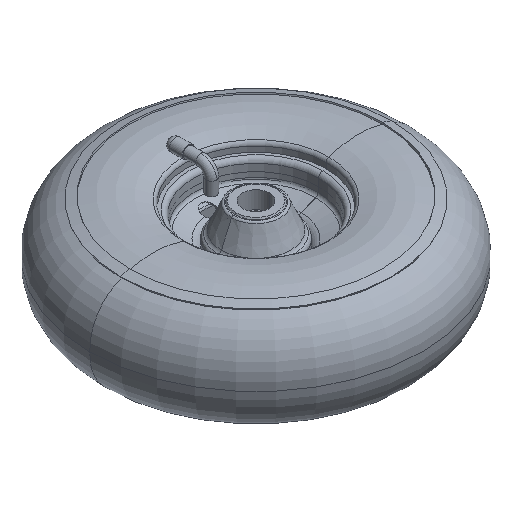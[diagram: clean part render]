
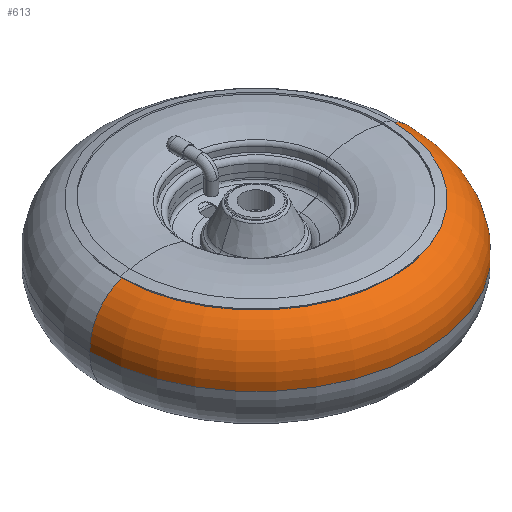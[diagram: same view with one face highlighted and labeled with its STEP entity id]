
A CAD part, isometric view. The second image highlights one B-rep face of the part: STEP entity #613.
In plain terms, the highlighted toroidal (fillet/blend) face has major radius 91.336 mm and minor radius 38.712 mm.
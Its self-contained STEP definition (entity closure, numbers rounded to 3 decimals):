
#26 = EDGE_LOOP ( 'NONE', ( #10854, #9300, #3616, #565 ) ) ;
#457 = FACE_OUTER_BOUND ( 'NONE', #26, .T. ) ;
#495 = CARTESIAN_POINT ( 'NONE',  ( -22.149, 0., 0. ) ) ;
#565 = ORIENTED_EDGE ( 'NONE', *, *, #10260, .F. ) ;
#613 = ADVANCED_FACE ( 'NONE', ( #457 ), #10592, .T. ) ;
#768 = CIRCLE ( 'NONE', #8407, 38.712 ) ;
#1149 = CIRCLE ( 'NONE', #9136, 38.712 ) ;
#1304 = AXIS2_PLACEMENT_3D ( 'NONE', #495, #6762, #3226 ) ;
#1530 = CARTESIAN_POINT ( 'NONE',  ( 83.442, 0., 37.918 ) ) ;
#1848 = DIRECTION ( 'NONE',  ( 1., 0., 0. ) ) ;
#1965 = DIRECTION ( 'NONE',  ( 0., 0., 1. ) ) ;
#2068 = EDGE_CURVE ( 'NONE', #6191, #7089, #7092, .T. ) ;
#3226 = DIRECTION ( 'NONE',  ( 1., 0., 0. ) ) ;
#3478 = EDGE_CURVE ( 'NONE', #6191, #10831, #1149, .T. ) ;
#3616 = ORIENTED_EDGE ( 'NONE', *, *, #5222, .T. ) ;
#5014 = DIRECTION ( 'NONE',  ( 0., 0., -1. ) ) ;
#5197 = CARTESIAN_POINT ( 'NONE',  ( 107.851, 0., 0. ) ) ;
#5222 = EDGE_CURVE ( 'NONE', #7089, #9078, #768, .T. ) ;
#5634 = AXIS2_PLACEMENT_3D ( 'NONE', #11603, #8247, #9114 ) ;
#5829 = DIRECTION ( 'NONE',  ( -1., 0., 0. ) ) ;
#5956 = DIRECTION ( 'NONE',  ( 0., -1., 0. ) ) ;
#6191 = VERTEX_POINT ( 'NONE', #11628 ) ;
#6746 = DIRECTION ( 'NONE',  ( 0., 1., 0. ) ) ;
#6762 = DIRECTION ( 'NONE',  ( 0., 0., 1. ) ) ;
#7084 = CIRCLE ( 'NONE', #10305, 105.592 ) ;
#7089 = VERTEX_POINT ( 'NONE', #5197 ) ;
#7092 = CIRCLE ( 'NONE', #1304, 130. ) ;
#8247 = DIRECTION ( 'NONE',  ( 0., 0., 1. ) ) ;
#8407 = AXIS2_PLACEMENT_3D ( 'NONE', #11320, #5956, #5014 ) ;
#9078 = VERTEX_POINT ( 'NONE', #1530 ) ;
#9114 = DIRECTION ( 'NONE',  ( 1., 0., 0. ) ) ;
#9136 = AXIS2_PLACEMENT_3D ( 'NONE', #10344, #6746, #5829 ) ;
#9300 = ORIENTED_EDGE ( 'NONE', *, *, #2068, .T. ) ;
#10260 = EDGE_CURVE ( 'NONE', #10831, #9078, #7084, .T. ) ;
#10305 = AXIS2_PLACEMENT_3D ( 'NONE', #10946, #1965, #1848 ) ;
#10344 = CARTESIAN_POINT ( 'NONE',  ( -113.485, 0., 1.927 ) ) ;
#10592 = TOROIDAL_SURFACE ( 'NONE', #5634, 91.336, 38.712 ) ;
#10831 = VERTEX_POINT ( 'NONE', #11007 ) ;
#10854 = ORIENTED_EDGE ( 'NONE', *, *, #3478, .F. ) ;
#10946 = CARTESIAN_POINT ( 'NONE',  ( -22.149, 0., 37.918 ) ) ;
#11007 = CARTESIAN_POINT ( 'NONE',  ( -127.741, 0., 37.918 ) ) ;
#11320 = CARTESIAN_POINT ( 'NONE',  ( 69.187, 0., 1.927 ) ) ;
#11603 = CARTESIAN_POINT ( 'NONE',  ( -22.149, 0., 1.927 ) ) ;
#11628 = CARTESIAN_POINT ( 'NONE',  ( -152.149, 0., 0. ) ) ;
